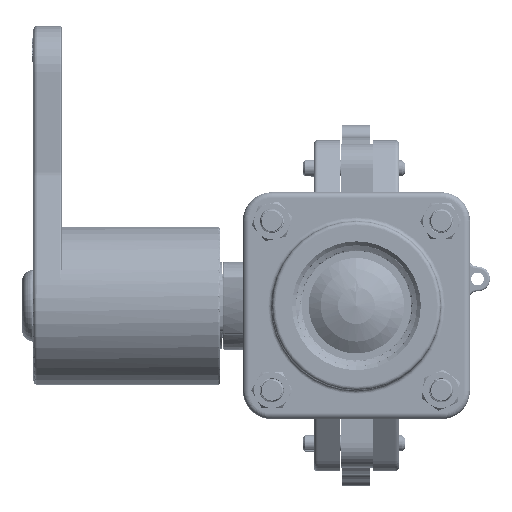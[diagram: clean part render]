
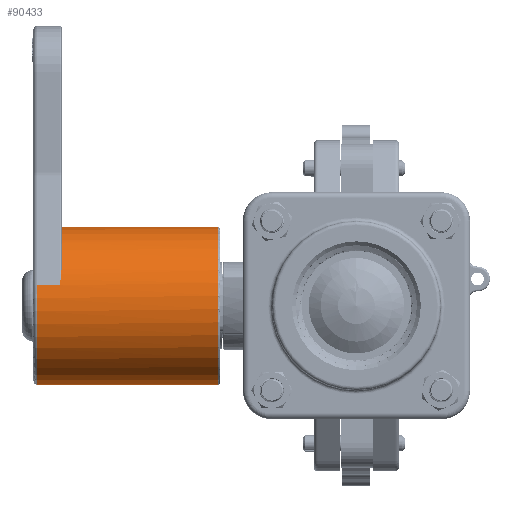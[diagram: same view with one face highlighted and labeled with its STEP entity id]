
A CAD part, left-side view. The second image highlights one B-rep face of the part: STEP entity #90433.
In plain terms, the highlighted cylindrical face has radius 31.496 mm (diameter 62.992 mm), a full revolution.
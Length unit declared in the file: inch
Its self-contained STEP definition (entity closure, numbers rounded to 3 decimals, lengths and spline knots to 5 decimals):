
#2025=B_SPLINE_CURVE_WITH_KNOTS('',3,(#156784,#156785,#156786,#156787,#156788,
#156789,#156790,#156791,#156792,#156793),.UNSPECIFIED.,.F.,.F.,(4,2,2,2,
4),(-0.3559,-0.34268,-0.32947,-0.28278,
-0.17259),.UNSPECIFIED.);
#2026=B_SPLINE_CURVE_WITH_KNOTS('',3,(#156797,#156798,#156799,#156800,#156801,
#156802,#156803,#156804),.UNSPECIFIED.,.F.,.F.,(4,2,2,4),(0.58159,
0.63114,0.7723,0.77279),.UNSPECIFIED.);
#2027=B_SPLINE_CURVE_WITH_KNOTS('',3,(#156812,#156813,#156814,#156815,#156816,
#156817,#156818,#156819),.UNSPECIFIED.,.F.,.F.,(4,2,2,4),(-0.00055,
0.,0.15926,0.21516),.UNSPECIFIED.);
#2028=B_SPLINE_CURVE_WITH_KNOTS('',3,(#156823,#156824,#156825,#156826,#156827,
#156828),.UNSPECIFIED.,.F.,.F.,(4,2,4),(1.25455,1.55486,
1.91042),.UNSPECIFIED.);
#7330=CYLINDRICAL_SURFACE('',#97170,1.24);
#8598=FACE_OUTER_BOUND('',#13955,.T.);
#13955=EDGE_LOOP('',(#64344,#64345,#64346,#64347,#64348,#64349,#64350,#64351,
#64352,#64353,#64354,#64355,#64356,#64357,#64358,#64359,#64360,#64361,#64362,
#64363));
#19501=CIRCLE('',#97168,1.24);
#19503=CIRCLE('',#97171,1.24);
#19504=CIRCLE('',#97172,1.24);
#19505=CIRCLE('',#97173,1.24);
#19506=CIRCLE('',#97174,1.24);
#19507=CIRCLE('',#97175,1.24);
#19508=CIRCLE('',#97176,1.24);
#19509=CIRCLE('',#97177,1.24);
#21223=LINE('',#156772,#29852);
#21224=LINE('',#156774,#29853);
#21225=LINE('',#156778,#29854);
#21226=LINE('',#156782,#29855);
#21227=LINE('',#156806,#29856);
#21228=LINE('',#156810,#29857);
#21229=LINE('',#156830,#29858);
#29852=VECTOR('',#105200,0.3937);
#29853=VECTOR('',#105201,0.3937);
#29854=VECTOR('',#105204,1.24);
#29855=VECTOR('',#105207,0.3937);
#29856=VECTOR('',#105210,0.3937);
#29857=VECTOR('',#105213,0.3937);
#29858=VECTOR('',#105216,0.3937);
#38923=VERTEX_POINT('',#156741);
#38924=VERTEX_POINT('',#156754);
#38926=VERTEX_POINT('',#156771);
#38927=VERTEX_POINT('',#156773);
#38928=VERTEX_POINT('',#156775);
#38929=VERTEX_POINT('',#156777);
#38930=VERTEX_POINT('',#156779);
#38931=VERTEX_POINT('',#156781);
#38932=VERTEX_POINT('',#156783);
#38933=VERTEX_POINT('',#156794);
#38934=VERTEX_POINT('',#156796);
#38935=VERTEX_POINT('',#156805);
#38936=VERTEX_POINT('',#156807);
#38937=VERTEX_POINT('',#156809);
#38938=VERTEX_POINT('',#156811);
#38939=VERTEX_POINT('',#156820);
#38940=VERTEX_POINT('',#156822);
#38941=VERTEX_POINT('',#156829);
#48571=EDGE_CURVE('',#38923,#38924,#19501,.T.);
#48574=EDGE_CURVE('',#38926,#38924,#21223,.T.);
#48575=EDGE_CURVE('',#38923,#38927,#21224,.T.);
#48576=EDGE_CURVE('',#38928,#38927,#19503,.T.);
#48577=EDGE_CURVE('',#38928,#38929,#21225,.T.);
#48578=EDGE_CURVE('',#38930,#38929,#19504,.T.);
#48579=EDGE_CURVE('',#38930,#38931,#21226,.T.);
#48580=EDGE_CURVE('',#38932,#38931,#2025,.F.);
#48581=EDGE_CURVE('',#38932,#38933,#19505,.T.);
#48582=EDGE_CURVE('',#38934,#38933,#2026,.F.);
#48583=EDGE_CURVE('',#38935,#38934,#21227,.T.);
#48584=EDGE_CURVE('',#38936,#38935,#19506,.T.);
#48585=EDGE_CURVE('',#38937,#38936,#21228,.T.);
#48586=EDGE_CURVE('',#38938,#38937,#2027,.F.);
#48587=EDGE_CURVE('',#38938,#38939,#19507,.T.);
#48588=EDGE_CURVE('',#38940,#38939,#2028,.F.);
#48589=EDGE_CURVE('',#38941,#38940,#21229,.T.);
#48590=EDGE_CURVE('',#38929,#38941,#19508,.T.);
#48591=EDGE_CURVE('',#38926,#38928,#19509,.T.);
#64344=ORIENTED_EDGE('',*,*,#48574,.T.);
#64345=ORIENTED_EDGE('',*,*,#48571,.F.);
#64346=ORIENTED_EDGE('',*,*,#48575,.T.);
#64347=ORIENTED_EDGE('',*,*,#48576,.F.);
#64348=ORIENTED_EDGE('',*,*,#48577,.T.);
#64349=ORIENTED_EDGE('',*,*,#48578,.F.);
#64350=ORIENTED_EDGE('',*,*,#48579,.T.);
#64351=ORIENTED_EDGE('',*,*,#48580,.F.);
#64352=ORIENTED_EDGE('',*,*,#48581,.T.);
#64353=ORIENTED_EDGE('',*,*,#48582,.F.);
#64354=ORIENTED_EDGE('',*,*,#48583,.F.);
#64355=ORIENTED_EDGE('',*,*,#48584,.F.);
#64356=ORIENTED_EDGE('',*,*,#48585,.F.);
#64357=ORIENTED_EDGE('',*,*,#48586,.F.);
#64358=ORIENTED_EDGE('',*,*,#48587,.T.);
#64359=ORIENTED_EDGE('',*,*,#48588,.F.);
#64360=ORIENTED_EDGE('',*,*,#48589,.F.);
#64361=ORIENTED_EDGE('',*,*,#48590,.F.);
#64362=ORIENTED_EDGE('',*,*,#48577,.F.);
#64363=ORIENTED_EDGE('',*,*,#48591,.F.);
#90433=ADVANCED_FACE('',(#8598),#7330,.T.);
#97168=AXIS2_PLACEMENT_3D('',#156755,#105194,#105195);
#97170=AXIS2_PLACEMENT_3D('',#156770,#105198,#105199);
#97171=AXIS2_PLACEMENT_3D('',#156776,#105202,#105203);
#97172=AXIS2_PLACEMENT_3D('',#156780,#105205,#105206);
#97173=AXIS2_PLACEMENT_3D('',#156795,#105208,#105209);
#97174=AXIS2_PLACEMENT_3D('',#156808,#105211,#105212);
#97175=AXIS2_PLACEMENT_3D('',#156821,#105214,#105215);
#97176=AXIS2_PLACEMENT_3D('',#156831,#105217,#105218);
#97177=AXIS2_PLACEMENT_3D('',#156832,#105219,#105220);
#105194=DIRECTION('center_axis',(0.,-1.,0.));
#105195=DIRECTION('ref_axis',(0.,0.,-1.));
#105198=DIRECTION('center_axis',(0.,-1.,0.));
#105199=DIRECTION('ref_axis',(1.,0.,0.));
#105200=DIRECTION('',(0.,1.,0.));
#105201=DIRECTION('',(0.,-1.,0.));
#105202=DIRECTION('center_axis',(0.,-1.,0.));
#105203=DIRECTION('ref_axis',(0.,0.,1.));
#105204=DIRECTION('',(0.,1.,0.));
#105205=DIRECTION('center_axis',(0.,1.,0.));
#105206=DIRECTION('ref_axis',(-0.981,0.,-0.194));
#105207=DIRECTION('',(0.,-1.,0.));
#105208=DIRECTION('center_axis',(0.,-1.,0.));
#105209=DIRECTION('ref_axis',(1.,0.,0.));
#105210=DIRECTION('',(0.,-1.,0.));
#105211=DIRECTION('center_axis',(0.,1.,0.));
#105212=DIRECTION('ref_axis',(0.999,0.,0.035));
#105213=DIRECTION('',(0.,1.,0.));
#105214=DIRECTION('center_axis',(0.,-1.,0.));
#105215=DIRECTION('ref_axis',(1.,0.,0.));
#105216=DIRECTION('',(0.,-1.,0.));
#105217=DIRECTION('center_axis',(0.,1.,0.));
#105218=DIRECTION('ref_axis',(-0.981,0.,-0.194));
#105219=DIRECTION('center_axis',(0.,-1.,0.));
#105220=DIRECTION('ref_axis',(0.,0.,1.));
#156741=CARTESIAN_POINT('',(-0.73969,-1.145,-0.99521));
#156754=CARTESIAN_POINT('',(0.73969,-1.145,-0.99521));
#156755=CARTESIAN_POINT('Origin',(0.,-1.145,0.));
#156770=CARTESIAN_POINT('Origin',(0.,0.,0.));
#156771=CARTESIAN_POINT('',(0.73969,-2.895,-0.99521));
#156772=CARTESIAN_POINT('',(0.73969,0.,-0.99521));
#156773=CARTESIAN_POINT('',(-0.73969,-2.895,-0.99521));
#156774=CARTESIAN_POINT('',(-0.73969,0.,-0.99521));
#156775=CARTESIAN_POINT('',(-1.24,-2.895,0.));
#156776=CARTESIAN_POINT('Origin',(0.,-2.895,0.));
#156777=CARTESIAN_POINT('',(-1.24,-0.06,0.));
#156778=CARTESIAN_POINT('',(-1.24,0.,0.));
#156779=CARTESIAN_POINT('',(0.75273,-0.06,-0.98539));
#156780=CARTESIAN_POINT('Origin',(0.,-0.06,0.));
#156781=CARTESIAN_POINT('',(0.75273,-0.41,-0.98539));
#156782=CARTESIAN_POINT('',(0.75273,0.,-0.98539));
#156783=CARTESIAN_POINT('',(0.80272,-0.44,-0.94511));
#156784=CARTESIAN_POINT('Ctrl Pts',(0.75273,-0.41,-0.98539));
#156785=CARTESIAN_POINT('Ctrl Pts',(0.75273,-0.41173,
-0.98539));
#156786=CARTESIAN_POINT('Ctrl Pts',(0.75303,-0.41357,
-0.98517));
#156787=CARTESIAN_POINT('Ctrl Pts',(0.75413,-0.41702,
-0.98432));
#156788=CARTESIAN_POINT('Ctrl Pts',(0.75493,-0.41863,
-0.98371));
#156789=CARTESIAN_POINT('Ctrl Pts',(0.7588,-0.4248,
-0.98074));
#156790=CARTESIAN_POINT('Ctrl Pts',(0.76374,-0.42866,
-0.9769));
#156791=CARTESIAN_POINT('Ctrl Pts',(0.77843,-0.43724,
-0.9653));
#156792=CARTESIAN_POINT('Ctrl Pts',(0.7917,-0.44,-0.95447));
#156793=CARTESIAN_POINT('Ctrl Pts',(0.80272,-0.44,-0.94511));
#156794=CARTESIAN_POINT('',(1.04098,-0.44,-0.67377));
#156795=CARTESIAN_POINT('Origin',(0.,-0.44,0.));
#156796=CARTESIAN_POINT('',(1.07511,-0.41,-0.61785));
#156797=CARTESIAN_POINT('Ctrl Pts',(1.04098,-0.44,-0.67377));
#156798=CARTESIAN_POINT('Ctrl Pts',(1.04342,-0.44,
-0.66999));
#156799=CARTESIAN_POINT('Ctrl Pts',(1.04625,-0.43941,
-0.66558));
#156800=CARTESIAN_POINT('Ctrl Pts',(1.05854,-0.43321,
-0.64605));
#156801=CARTESIAN_POINT('Ctrl Pts',(1.06658,-0.42238,
-0.63268));
#156802=CARTESIAN_POINT('Ctrl Pts',(1.07505,-0.41008,
-0.61795));
#156803=CARTESIAN_POINT('Ctrl Pts',(1.07508,-0.41004,
-0.6179));
#156804=CARTESIAN_POINT('Ctrl Pts',(1.07511,-0.41,-0.61785));
#156805=CARTESIAN_POINT('',(1.07511,-0.275,-0.61785));
#156806=CARTESIAN_POINT('',(1.07511,0.,-0.61785));
#156807=CARTESIAN_POINT('',(1.02892,-0.275,0.69205));
#156808=CARTESIAN_POINT('Origin',(0.,-0.275,0.));
#156809=CARTESIAN_POINT('',(1.02892,-0.41,0.69205));
#156810=CARTESIAN_POINT('',(1.02892,0.,0.69205));
#156811=CARTESIAN_POINT('',(0.99093,-0.44,0.74542));
#156812=CARTESIAN_POINT('Ctrl Pts',(1.02892,-0.41,0.69205));
#156813=CARTESIAN_POINT('Ctrl Pts',(1.02889,-0.41004,
0.69209));
#156814=CARTESIAN_POINT('Ctrl Pts',(1.02885,-0.41008,0.69214));
#156815=CARTESIAN_POINT('Ctrl Pts',(1.01937,-0.42238,
0.70624));
#156816=CARTESIAN_POINT('Ctrl Pts',(1.0104,-0.43321,
0.71901));
#156817=CARTESIAN_POINT('Ctrl Pts',(0.99677,-0.43941,
0.73762));
#156818=CARTESIAN_POINT('Ctrl Pts',(0.99364,-0.44,
0.74182));
#156819=CARTESIAN_POINT('Ctrl Pts',(0.99093,-0.44,0.74542));
#156820=CARTESIAN_POINT('',(0.57504,-0.44,1.0986));
#156821=CARTESIAN_POINT('Origin',(0.,-0.44,0.));
#156822=CARTESIAN_POINT('',(0.32094,-0.41,1.19775));
#156823=CARTESIAN_POINT('Ctrl Pts',(0.57504,-0.44,1.0986));
#156824=CARTESIAN_POINT('Ctrl Pts',(0.54013,-0.44,1.11688));
#156825=CARTESIAN_POINT('Ctrl Pts',(0.49733,-0.43586,
1.13657));
#156826=CARTESIAN_POINT('Ctrl Pts',(0.41798,-0.42571,
1.16835));
#156827=CARTESIAN_POINT('Ctrl Pts',(0.36547,-0.41717,
1.18581));
#156828=CARTESIAN_POINT('Ctrl Pts',(0.32094,-0.41,1.19775));
#156829=CARTESIAN_POINT('',(0.32094,-0.06,1.19775));
#156830=CARTESIAN_POINT('',(0.32094,0.,1.19775));
#156831=CARTESIAN_POINT('Origin',(0.,-0.06,0.));
#156832=CARTESIAN_POINT('Origin',(0.,-2.895,0.));
